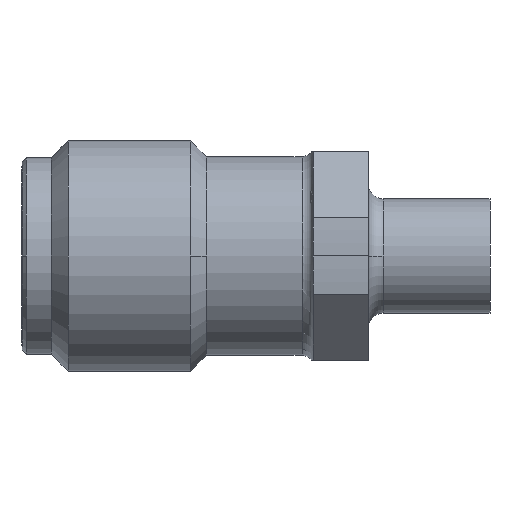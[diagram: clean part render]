
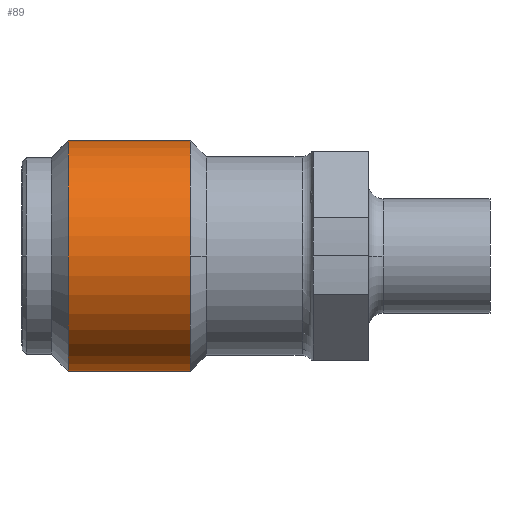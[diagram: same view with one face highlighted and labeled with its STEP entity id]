
A CAD part, front view. The second image highlights one B-rep face of the part: STEP entity #89.
In plain terms, the highlighted cylindrical face has radius 3.13 mm (diameter 6.26 mm), a partial arc.
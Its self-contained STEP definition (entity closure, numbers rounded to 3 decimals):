
#89=ADVANCED_FACE('NONE',(#213),#214,.T.);
#213=FACE_OUTER_BOUND('',#373,.T.);
#214=CYLINDRICAL_SURFACE('',#374,3.13);
#373=EDGE_LOOP('',(#788,#789,#790,#791,#792));
#374=AXIS2_PLACEMENT_3D('',#793,#794,#795);
#788=ORIENTED_EDGE('',*,*,#1085,.T.);
#789=ORIENTED_EDGE('',*,*,#1165,.T.);
#790=ORIENTED_EDGE('',*,*,#1088,.T.);
#791=ORIENTED_EDGE('',*,*,#1164,.F.);
#792=ORIENTED_EDGE('',*,*,#1093,.F.);
#793=CARTESIAN_POINT('',(2.64,0.0,0.0));
#794=DIRECTION('',(1.0,-0.0,0.0));
#795=DIRECTION('',(0.0,0.0,1.0));
#1085=EDGE_CURVE('',#1309,#1306,#1310,.T.);
#1088=EDGE_CURVE('',#1304,#1313,#1315,.T.);
#1093=EDGE_CURVE('NONE',#1309,#1317,#1324,.T.);
#1164=EDGE_CURVE('NONE',#1317,#1313,#1440,.T.);
#1165=EDGE_CURVE('NONE',#1306,#1304,#1441,.T.);
#1304=VERTEX_POINT('NONE',#1643);
#1306=VERTEX_POINT('',#1646);
#1309=VERTEX_POINT('NONE',#1650);
#1310=LINE('',#1651,#1652);
#1313=VERTEX_POINT('',#1655);
#1315=LINE('',#1657,#1658);
#1317=VERTEX_POINT('',#1660);
#1324=CIRCLE('',#1669,3.13);
#1440=CIRCLE('',#1853,3.13);
#1441=CIRCLE('',#1854,3.13);
#1643=CARTESIAN_POINT('',(-0.675,0.0,-3.13));
#1646=CARTESIAN_POINT('',(-0.675,0.,3.13));
#1650=CARTESIAN_POINT('',(2.64,0.0,3.13));
#1651=CARTESIAN_POINT('',(2.64,0.,3.13));
#1652=VECTOR('',#2116,1.0);
#1655=CARTESIAN_POINT('',(2.64,0.,-3.13));
#1657=CARTESIAN_POINT('',(2.64,0.,-3.13));
#1658=VECTOR('',#2123,1.0);
#1660=CARTESIAN_POINT('',(2.64,-3.13,0.));
#1669=AXIS2_PLACEMENT_3D('',#2132,#2133,#2134);
#1853=AXIS2_PLACEMENT_3D('',#2269,#2270,#2271);
#1854=AXIS2_PLACEMENT_3D('',#2272,#2273,#2274);
#2116=DIRECTION('',(-1.0,0.0,-0.0));
#2123=DIRECTION('',(1.0,0.0,0.0));
#2132=CARTESIAN_POINT('',(2.64,0.0,0.0));
#2133=DIRECTION('',(1.0,0.0,-0.0));
#2134=DIRECTION('',(0.0,0.0,1.0));
#2269=CARTESIAN_POINT('',(2.64,0.0,0.0));
#2270=DIRECTION('',(1.0,0.0,-0.0));
#2271=DIRECTION('',(0.0,0.0,1.0));
#2272=CARTESIAN_POINT('',(-0.675,0.0,0.0));
#2273=DIRECTION('',(1.0,0.0,0.));
#2274=DIRECTION('',(0.,0.0,-1.0));
